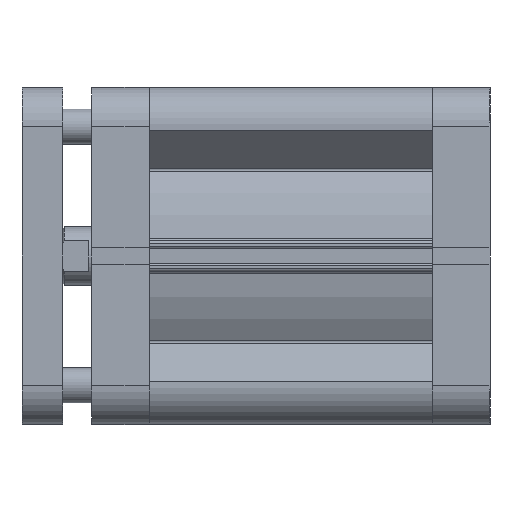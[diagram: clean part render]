
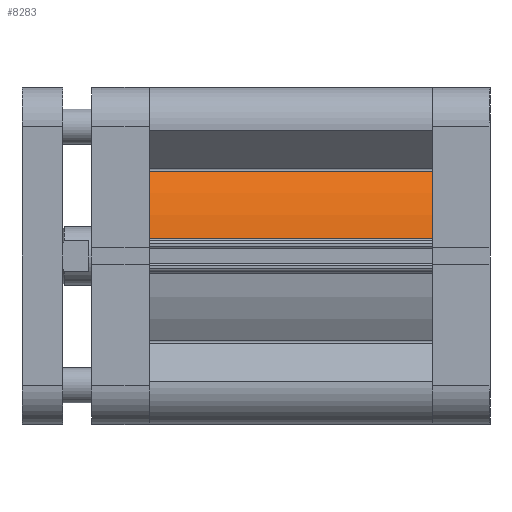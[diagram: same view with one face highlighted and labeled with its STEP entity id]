
A CAD part, front view. The second image highlights one B-rep face of the part: STEP entity #8283.
In plain terms, the highlighted cylindrical face has radius 53.5 mm (diameter 107 mm), a partial arc.
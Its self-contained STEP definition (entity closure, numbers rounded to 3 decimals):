
#2537 = ORIENTED_EDGE ( 'NONE', *, *, #9686, .T. ) ;
#2541 = ORIENTED_EDGE ( 'NONE', *, *, #9675, .F. ) ;
#2542 = ORIENTED_EDGE ( 'NONE', *, *, #9684, .T. ) ;
#2544 = ORIENTED_EDGE ( 'NONE', *, *, #9685, .T. ) ;
#2963 = CARTESIAN_POINT ( 'NONE',  ( 6.135, -53.147, 0. ) ) ;
#4058 = CARTESIAN_POINT ( 'NONE',  ( 0., 0., 97.5 ) ) ;
#4067 = DIRECTION ( 'NONE',  ( 0., 0., 1. ) ) ;
#4068 = DIRECTION ( 'NONE',  ( 1., 0., 0. ) ) ;
#4083 = CARTESIAN_POINT ( 'NONE',  ( 28.996, -44.961, 97.5 ) ) ;
#4091 = DIRECTION ( 'NONE',  ( 0., 0., 1. ) ) ;
#4092 = CARTESIAN_POINT ( 'NONE',  ( 0., 0., 0. ) ) ;
#4094 = DIRECTION ( 'NONE',  ( 0., 0., 1. ) ) ;
#4095 = DIRECTION ( 'NONE',  ( 1., 0., 0. ) ) ;
#4096 = CARTESIAN_POINT ( 'NONE',  ( 6.135, -53.147, 97.5 ) ) ;
#4097 = DIRECTION ( 'NONE',  ( 0., 0., -1. ) ) ;
#5112 = CARTESIAN_POINT ( 'NONE',  ( 6.135, -53.147, 97.5 ) ) ;
#5123 = CARTESIAN_POINT ( 'NONE',  ( 28.996, -44.961, 97.5 ) ) ;
#5130 = CARTESIAN_POINT ( 'NONE',  ( 28.996, -44.961, 0. ) ) ;
#5762 = CIRCLE ( 'NONE', #10864, 53.5 ) ;
#5765 = VECTOR ( 'NONE', #4091, 1000. ) ;
#5777 = LINE ( 'NONE', #4096, #5779 ) ;
#5779 = VECTOR ( 'NONE', #4097, 1000. ) ;
#5780 = LINE ( 'NONE', #4083, #5765 ) ;
#5785 = CIRCLE ( 'NONE', #10865, 53.5 ) ;
#6269 = FACE_OUTER_BOUND ( 'NONE', #8728, .T. ) ;
#6275 = CYLINDRICAL_SURFACE ( 'NONE', #10478, 53.5 ) ;
#7570 = DIRECTION ( 'NONE',  ( -1., 0., 0. ) ) ;
#7571 = DIRECTION ( 'NONE',  ( 0., 0., -1. ) ) ;
#7572 = CARTESIAN_POINT ( 'NONE',  ( 0., 0., 97.5 ) ) ;
#8283 = ADVANCED_FACE ( 'NONE', ( #6269 ), #6275, .T. ) ;
#8728 = EDGE_LOOP ( 'NONE', ( #2544, #2542, #2541, #2537 ) ) ;
#9675 = EDGE_CURVE ( 'NONE', #10019, #10025, #5762, .T. ) ;
#9684 = EDGE_CURVE ( 'NONE', #10029, #10025, #5780, .T. ) ;
#9685 = EDGE_CURVE ( 'NONE', #10191, #10029, #5785, .T. ) ;
#9686 = EDGE_CURVE ( 'NONE', #10019, #10191, #5777, .T. ) ;
#10019 = VERTEX_POINT ( 'NONE', #5112 ) ;
#10025 = VERTEX_POINT ( 'NONE', #5123 ) ;
#10029 = VERTEX_POINT ( 'NONE', #5130 ) ;
#10191 = VERTEX_POINT ( 'NONE', #2963 ) ;
#10478 = AXIS2_PLACEMENT_3D ( 'NONE', #7572, #7571, #7570 ) ;
#10864 = AXIS2_PLACEMENT_3D ( 'NONE', #4058, #4067, #4068 ) ;
#10865 = AXIS2_PLACEMENT_3D ( 'NONE', #4092, #4094, #4095 ) ;
